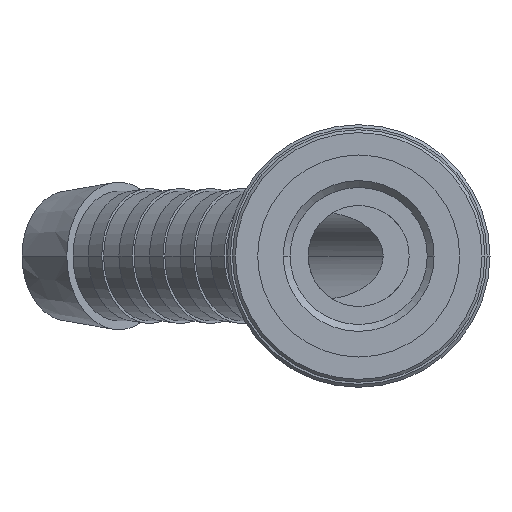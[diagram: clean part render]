
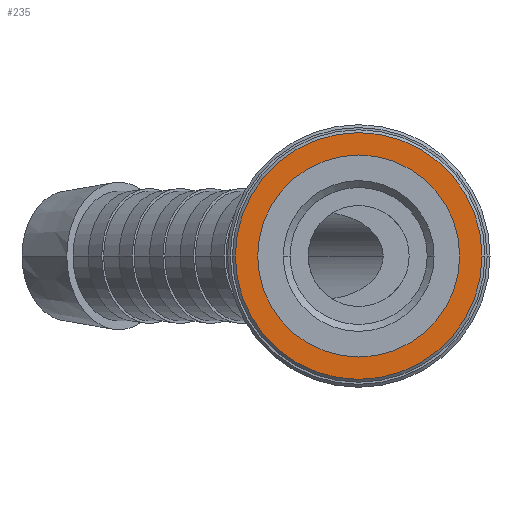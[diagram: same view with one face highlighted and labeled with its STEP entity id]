
A CAD part, front view. The second image highlights one B-rep face of the part: STEP entity #235.
In plain terms, the highlighted planar face has unit normal (0, -1, 0).
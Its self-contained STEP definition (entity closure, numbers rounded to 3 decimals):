
#235=ADVANCED_FACE('',(#498,#499),#500,.T.);
#498=FACE_BOUND('',#782,.T.);
#499=FACE_OUTER_BOUND('',#783,.T.);
#500=PLANE('',#784);
#782=EDGE_LOOP('',(#1381,#1382));
#783=EDGE_LOOP('',(#1383,#1384));
#784=AXIS2_PLACEMENT_3D('',#1385,#1386,#1387);
#1381=ORIENTED_EDGE('',*,*,#1810,.T.);
#1382=ORIENTED_EDGE('',*,*,#1735,.T.);
#1383=ORIENTED_EDGE('',*,*,#1824,.F.);
#1384=ORIENTED_EDGE('',*,*,#1825,.F.);
#1385=CARTESIAN_POINT('',(4.275,0.1,0.0));
#1386=DIRECTION('',(0.,-1.0,0.0));
#1387=DIRECTION('',(-1.0,0.,0.0));
#1735=EDGE_CURVE('',#2100,#2102,#2104,.T.);
#1810=EDGE_CURVE('',#2102,#2100,#2197,.T.);
#1824=EDGE_CURVE('',#2214,#2215,#2216,.T.);
#1825=EDGE_CURVE('',#2215,#2214,#2217,.T.);
#2100=VERTEX_POINT('',#2624);
#2102=VERTEX_POINT('',#2627);
#2104=CIRCLE('',#2630,7.0);
#2197=CIRCLE('',#2739,7.0);
#2214=VERTEX_POINT('',#2758);
#2215=VERTEX_POINT('',#2759);
#2216=CIRCLE('',#2760,8.55);
#2217=CIRCLE('',#2761,8.55);
#2624=CARTESIAN_POINT('',(7.0,0.1,0.));
#2627=CARTESIAN_POINT('',(-7.0,0.1,0.));
#2630=AXIS2_PLACEMENT_3D('',#3044,#3045,#3046);
#2739=AXIS2_PLACEMENT_3D('',#3159,#3160,#3161);
#2758=CARTESIAN_POINT('',(8.55,0.1,0.0));
#2759=CARTESIAN_POINT('',(-8.55,0.1,0.));
#2760=AXIS2_PLACEMENT_3D('',#3182,#3183,#3184);
#2761=AXIS2_PLACEMENT_3D('',#3185,#3186,#3187);
#3044=CARTESIAN_POINT('',(0.0,0.1,0.0));
#3045=DIRECTION('',(0.,1.0,0.0));
#3046=DIRECTION('',(1.0,0.,0.0));
#3159=CARTESIAN_POINT('',(0.0,0.1,0.0));
#3160=DIRECTION('',(0.,1.0,0.0));
#3161=DIRECTION('',(1.0,0.,0.0));
#3182=CARTESIAN_POINT('',(0.0,0.1,0.0));
#3183=DIRECTION('',(-0.0,1.0,0.0));
#3184=DIRECTION('',(1.0,0.0,0.0));
#3185=CARTESIAN_POINT('',(0.0,0.1,0.0));
#3186=DIRECTION('',(-0.0,1.0,0.0));
#3187=DIRECTION('',(1.0,0.0,0.0));
